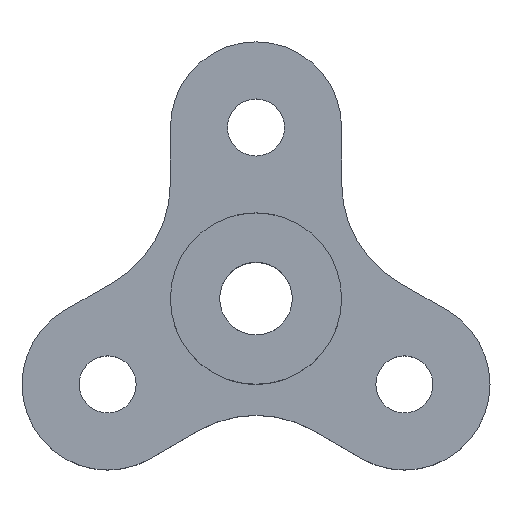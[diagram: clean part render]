
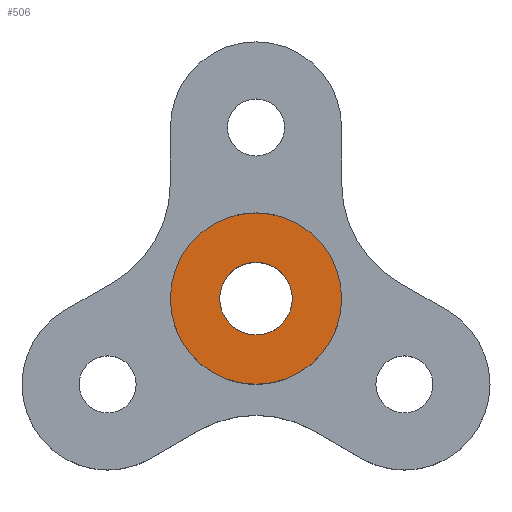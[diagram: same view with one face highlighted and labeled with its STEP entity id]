
A CAD part, top view. The second image highlights one B-rep face of the part: STEP entity #506.
In plain terms, the highlighted planar face has unit normal (0, 0, 1).
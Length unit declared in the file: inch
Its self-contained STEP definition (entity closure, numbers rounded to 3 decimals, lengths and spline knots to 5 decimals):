
#12 = VERTEX_POINT ( 'NONE', #522 ) ;
#26 = DIRECTION ( 'NONE',  ( 0., 0., 1. ) ) ;
#46 = DIRECTION ( 'NONE',  ( 1., 0., 0. ) ) ;
#75 = EDGE_LOOP ( 'NONE', ( #454, #256 ) ) ;
#122 = PLANE ( 'NONE',  #181 ) ;
#127 = CARTESIAN_POINT ( 'NONE',  ( 0., 0.0795, 0. ) ) ;
#140 = CIRCLE ( 'NONE', #1221, 0.1875 ) ;
#152 = DIRECTION ( 'NONE',  ( 0., 0., 1. ) ) ;
#162 = CARTESIAN_POINT ( 'NONE',  ( 0.1875, 0., 0. ) ) ;
#170 = EDGE_LOOP ( 'NONE', ( #1093, #1086 ) ) ;
#181 = AXIS2_PLACEMENT_3D ( 'NONE', #127, #906, #806 ) ;
#216 = CARTESIAN_POINT ( 'NONE',  ( -0.0795, 0., 0. ) ) ;
#255 = FACE_OUTER_BOUND ( 'NONE', #75, .T. ) ;
#256 = ORIENTED_EDGE ( 'NONE', *, *, #265, .T. ) ;
#265 = EDGE_CURVE ( 'NONE', #1157, #773, #140, .T. ) ;
#379 = CARTESIAN_POINT ( 'NONE',  ( 0., 0., 0. ) ) ;
#454 = ORIENTED_EDGE ( 'NONE', *, *, #498, .T. ) ;
#464 = FACE_BOUND ( 'NONE', #170, .T. ) ;
#498 = EDGE_CURVE ( 'NONE', #773, #1157, #1001, .T. ) ;
#506 = ADVANCED_FACE ( 'NONE', ( #464, #255 ), #122, .F. ) ;
#513 = VERTEX_POINT ( 'NONE', #216 ) ;
#522 = CARTESIAN_POINT ( 'NONE',  ( 0.0795, 0., 0. ) ) ;
#554 = CARTESIAN_POINT ( 'NONE',  ( 0., 0., 0. ) ) ;
#564 = DIRECTION ( 'NONE',  ( 0., 0., 1. ) ) ;
#613 = CARTESIAN_POINT ( 'NONE',  ( 0., 0., 0. ) ) ;
#659 = AXIS2_PLACEMENT_3D ( 'NONE', #613, #26, #701 ) ;
#701 = DIRECTION ( 'NONE',  ( 1., 0., 0. ) ) ;
#748 = DIRECTION ( 'NONE',  ( 1., 0., 0. ) ) ;
#773 = VERTEX_POINT ( 'NONE', #162 ) ;
#798 = CIRCLE ( 'NONE', #834, 0.0795 ) ;
#806 = DIRECTION ( 'NONE',  ( -1., 0., 0. ) ) ;
#834 = AXIS2_PLACEMENT_3D ( 'NONE', #1025, #904, #46 ) ;
#904 = DIRECTION ( 'NONE',  ( 0., 0., 1. ) ) ;
#906 = DIRECTION ( 'NONE',  ( 0., 0., -1. ) ) ;
#1001 = CIRCLE ( 'NONE', #659, 0.1875 ) ;
#1025 = CARTESIAN_POINT ( 'NONE',  ( 0., 0., 0. ) ) ;
#1033 = EDGE_CURVE ( 'NONE', #513, #12, #798, .T. ) ;
#1086 = ORIENTED_EDGE ( 'NONE', *, *, #1033, .F. ) ;
#1093 = ORIENTED_EDGE ( 'NONE', *, *, #1232, .F. ) ;
#1114 = CIRCLE ( 'NONE', #1209, 0.0795 ) ;
#1143 = CARTESIAN_POINT ( 'NONE',  ( -0.1875, 0., 0. ) ) ;
#1157 = VERTEX_POINT ( 'NONE', #1143 ) ;
#1209 = AXIS2_PLACEMENT_3D ( 'NONE', #379, #564, #748 ) ;
#1221 = AXIS2_PLACEMENT_3D ( 'NONE', #554, #152, #1243 ) ;
#1232 = EDGE_CURVE ( 'NONE', #12, #513, #1114, .T. ) ;
#1243 = DIRECTION ( 'NONE',  ( 1., 0., 0. ) ) ;
